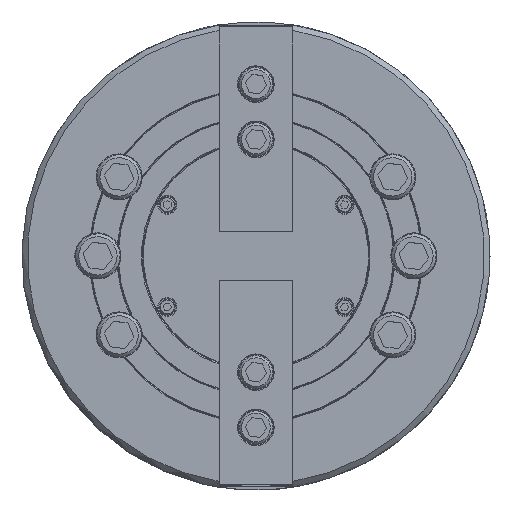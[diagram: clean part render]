
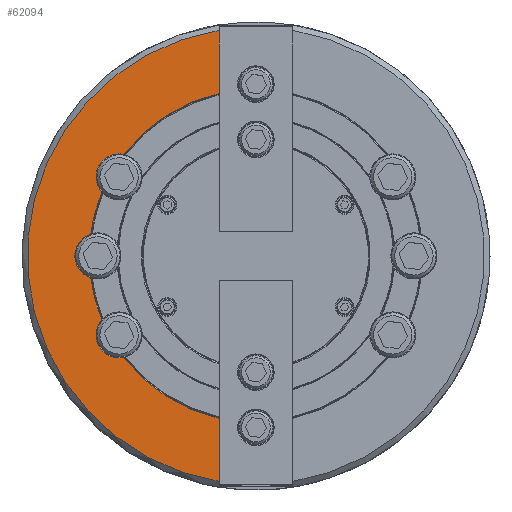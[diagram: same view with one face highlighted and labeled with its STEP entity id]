
A CAD part, top view. The second image highlights one B-rep face of the part: STEP entity #62094.
In plain terms, the highlighted planar face has unit normal (0, 0, 1).
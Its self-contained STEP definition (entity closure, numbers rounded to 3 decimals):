
#2221=CIRCLE('',#65832,90.4);
#2222=CIRCLE('',#65834,90.4);
#2223=CIRCLE('',#65836,90.4);
#2224=CIRCLE('',#65838,12.5);
#2228=CIRCLE('',#65844,12.5);
#2231=CIRCLE('',#65849,12.5);
#2297=CIRCLE('',#65994,124.);
#2299=CIRCLE('',#65997,90.4);
#13326=ORIENTED_EDGE('',*,*,#26867,.T.);
#13327=ORIENTED_EDGE('',*,*,#27032,.T.);
#13328=ORIENTED_EDGE('',*,*,#27034,.F.);
#13329=ORIENTED_EDGE('',*,*,#27035,.T.);
#13330=ORIENTED_EDGE('',*,*,#26838,.T.);
#13331=ORIENTED_EDGE('',*,*,#26836,.T.);
#13332=ORIENTED_EDGE('',*,*,#26848,.T.);
#13333=ORIENTED_EDGE('',*,*,#26832,.T.);
#13334=ORIENTED_EDGE('',*,*,#26853,.T.);
#13335=ORIENTED_EDGE('',*,*,#26829,.T.);
#26829=EDGE_CURVE('',#34490,#34491,#2221,.T.);
#26832=EDGE_CURVE('',#34492,#34493,#2222,.T.);
#26836=EDGE_CURVE('',#34495,#34494,#2223,.T.);
#26838=EDGE_CURVE('',#34496,#34495,#2224,.T.);
#26848=EDGE_CURVE('',#34494,#34492,#2228,.T.);
#26853=EDGE_CURVE('',#34493,#34490,#2231,.T.);
#26867=EDGE_CURVE('',#34491,#34515,#41252,.T.);
#27032=EDGE_CURVE('',#34515,#34617,#2297,.T.);
#27034=EDGE_CURVE('',#34618,#34617,#41340,.T.);
#27035=EDGE_CURVE('',#34618,#34496,#2299,.T.);
#34490=VERTEX_POINT('',#95448);
#34491=VERTEX_POINT('',#95449);
#34492=VERTEX_POINT('',#95457);
#34493=VERTEX_POINT('',#95458);
#34494=VERTEX_POINT('',#95472);
#34495=VERTEX_POINT('',#95474);
#34496=VERTEX_POINT('',#95481);
#34515=VERTEX_POINT('',#95563);
#34617=VERTEX_POINT('',#95921);
#34618=VERTEX_POINT('',#95926);
#41252=LINE('',#95564,#48913);
#41340=LINE('',#95925,#49001);
#48913=VECTOR('',#77121,1000.);
#49001=VECTOR('',#77479,1000.);
#54125=EDGE_LOOP('',(#13326,#13327,#13328,#13329,#13330,#13331,#13332,#13333,
#13334,#13335));
#57229=FACE_BOUND('',#54125,.T.);
#59615=PLANE('',#65996);
#62094=ADVANCED_FACE('',(#57229),#59615,.F.);
#65832=AXIS2_PLACEMENT_3D('',#95447,#77056,#77057);
#65834=AXIS2_PLACEMENT_3D('',#95456,#77061,#77062);
#65836=AXIS2_PLACEMENT_3D('',#95473,#77065,#77066);
#65838=AXIS2_PLACEMENT_3D('',#95480,#77069,#77070);
#65844=AXIS2_PLACEMENT_3D('',#95518,#77081,#77082);
#65849=AXIS2_PLACEMENT_3D('',#95533,#77091,#77092);
#65994=AXIS2_PLACEMENT_3D('',#95922,#77473,#77474);
#65996=AXIS2_PLACEMENT_3D('',#95924,#77477,#77478);
#65997=AXIS2_PLACEMENT_3D('',#95927,#77480,#77481);
#77056=DIRECTION('',(0.,0.,-1.));
#77057=DIRECTION('',(-1.,0.,0.));
#77061=DIRECTION('',(0.,0.,-1.));
#77062=DIRECTION('',(-1.,0.,0.));
#77065=DIRECTION('',(0.,0.,-1.));
#77066=DIRECTION('',(-1.,0.,0.));
#77069=DIRECTION('',(0.,0.,-1.));
#77070=DIRECTION('',(1.,0.,0.));
#77081=DIRECTION('',(0.,0.,-1.));
#77082=DIRECTION('',(1.,0.,0.));
#77091=DIRECTION('',(0.,0.,-1.));
#77092=DIRECTION('',(1.,0.,0.));
#77121=DIRECTION('',(0.,1.,0.));
#77473=DIRECTION('',(0.,0.,1.));
#77474=DIRECTION('',(-1.,0.,0.));
#77477=DIRECTION('',(0.,0.,-1.));
#77478=DIRECTION('',(-1.,0.,0.));
#77479=DIRECTION('',(0.,-1.,0.));
#77480=DIRECTION('',(0.,0.,-1.));
#77481=DIRECTION('',(-1.,0.,0.));
#95447=CARTESIAN_POINT('',(0.,0.,0.));
#95448=CARTESIAN_POINT('',(-71.67,55.096,0.));
#95449=CARTESIAN_POINT('',(-20.,88.16,0.));
#95456=CARTESIAN_POINT('',(0.,0.,0.));
#95457=CARTESIAN_POINT('',(-89.616,11.879,0.));
#95458=CARTESIAN_POINT('',(-83.549,34.521,0.));
#95472=CARTESIAN_POINT('',(-89.616,-11.879,0.));
#95473=CARTESIAN_POINT('',(0.,0.,0.));
#95474=CARTESIAN_POINT('',(-83.549,-34.521,0.));
#95480=CARTESIAN_POINT('',(-74.24,-42.863,0.));
#95481=CARTESIAN_POINT('',(-71.67,-55.096,0.));
#95518=CARTESIAN_POINT('',(-85.725,0.,0.));
#95533=CARTESIAN_POINT('',(-74.24,42.863,0.));
#95563=CARTESIAN_POINT('',(-20.,122.376,0.));
#95564=CARTESIAN_POINT('',(-20.,30.,0.));
#95921=CARTESIAN_POINT('',(-20.,-122.376,0.));
#95922=CARTESIAN_POINT('',(0.,0.,0.));
#95924=CARTESIAN_POINT('',(61.5,0.,0.));
#95925=CARTESIAN_POINT('',(-20.,-30.,0.));
#95926=CARTESIAN_POINT('',(-20.,-88.16,0.));
#95927=CARTESIAN_POINT('',(0.,0.,0.));
